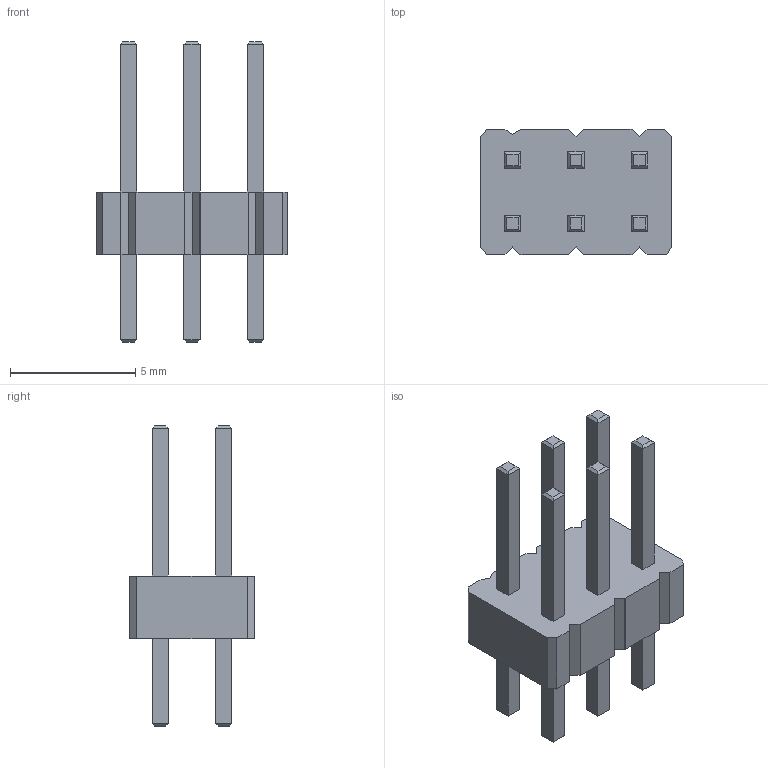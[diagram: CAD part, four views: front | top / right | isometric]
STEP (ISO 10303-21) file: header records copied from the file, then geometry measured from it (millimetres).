
FILE_DESCRIPTION(/* description */ (''),/* implementation_level */ '2;1');
FILE_NAME(/* name */ 'Header2x3 v1.step',/* time_stamp */ '2021-06-16T22:55:11-05:00',/* author */ (''),/* organization */ (''),/* preprocessor_version */ 'ST-DEVELOPER v18.1',/* originating_system */ 'Autodesk Translation Framework v10.9.0.1377',/* authorisation */ '');
FILE_SCHEMA (('AUTOMOTIVE_DESIGN { 1 0 10303 214 3 1 1 }'));
Length unit declared in the file: millimetre
Products named in the file (1): Header2x3
Bounding box: 7.62 x 5 x 12 mm (x, y, z)
Volume: 117.6 mm3; surface area: 286 mm2
Topology: 1 solids, 1 shells, 137 faces, 321 edges, 198 vertices
Faces by surface type: plane 137
Entity records: 3846 total; most frequent: CARTESIAN_POINT 657, ORIENTED_EDGE 642, DIRECTION 597, LINE 321, VECTOR 321, EDGE_CURVE 321, VERTEX_POINT 198, EDGE_LOOP 149
